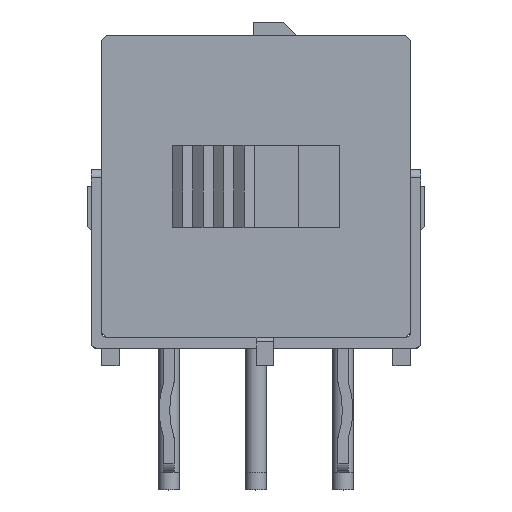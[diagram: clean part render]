
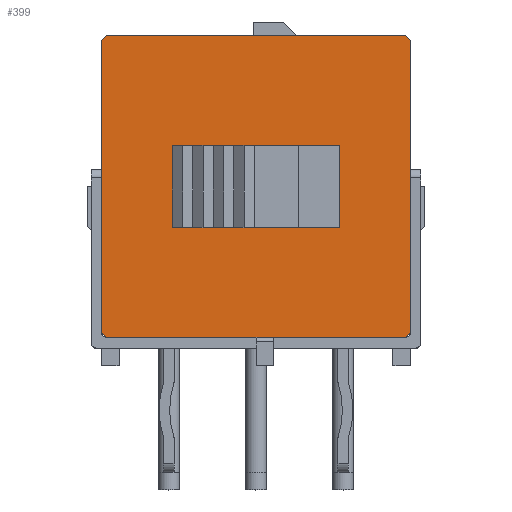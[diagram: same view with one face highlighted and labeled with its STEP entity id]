
A CAD part, top view. The second image highlights one B-rep face of the part: STEP entity #399.
In plain terms, the highlighted planar face has unit normal (0, 0, 1).
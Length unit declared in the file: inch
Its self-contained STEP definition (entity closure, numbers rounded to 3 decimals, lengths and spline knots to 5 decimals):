
#399 = ADVANCED_FACE( '', ( #911, #912 ), #913, .T. );
#911 = FACE_BOUND( '', #1583, .T. );
#912 = FACE_OUTER_BOUND( '', #1584, .T. );
#913 = PLANE( '', #1585 );
#1583 = EDGE_LOOP( '', ( #2411, #2412, #2413, #2414 ) );
#1584 = EDGE_LOOP( '', ( #2415, #2416, #2417, #2418, #2419, #2420, #2421, #2422 ) );
#1585 = AXIS2_PLACEMENT_3D( '', #2423, #2424, #2425 );
#2411 = ORIENTED_EDGE( '', *, *, #4201, .F. );
#2412 = ORIENTED_EDGE( '', *, *, #4202, .F. );
#2413 = ORIENTED_EDGE( '', *, *, #4203, .F. );
#2414 = ORIENTED_EDGE( '', *, *, #4178, .F. );
#2415 = ORIENTED_EDGE( '', *, *, #4204, .T. );
#2416 = ORIENTED_EDGE( '', *, *, #4205, .T. );
#2417 = ORIENTED_EDGE( '', *, *, #4206, .T. );
#2418 = ORIENTED_EDGE( '', *, *, #4207, .T. );
#2419 = ORIENTED_EDGE( '', *, *, #4208, .T. );
#2420 = ORIENTED_EDGE( '', *, *, #4209, .T. );
#2421 = ORIENTED_EDGE( '', *, *, #4210, .T. );
#2422 = ORIENTED_EDGE( '', *, *, #4211, .T. );
#2423 = CARTESIAN_POINT( '', ( 0., 0., 0.1635 ) );
#2424 = DIRECTION( '', ( 0., 0., 1. ) );
#2425 = DIRECTION( '', ( 1., 0., 0. ) );
#4178 = EDGE_CURVE( '', #5032, #5033, #5034, .T. );
#4201 = EDGE_CURVE( '', #5071, #5032, #5072, .T. );
#4202 = EDGE_CURVE( '', #5073, #5071, #5074, .T. );
#4203 = EDGE_CURVE( '', #5033, #5073, #5075, .T. );
#4204 = EDGE_CURVE( '', #5076, #5077, #5078, .T. );
#4205 = EDGE_CURVE( '', #5077, #5079, #5080, .T. );
#4206 = EDGE_CURVE( '', #5079, #5081, #5082, .T. );
#4207 = EDGE_CURVE( '', #5081, #5083, #5084, .T. );
#4208 = EDGE_CURVE( '', #5083, #5085, #5086, .T. );
#4209 = EDGE_CURVE( '', #5085, #5087, #5088, .T. );
#4210 = EDGE_CURVE( '', #5087, #5089, #5090, .T. );
#4211 = EDGE_CURVE( '', #5089, #5076, #5091, .T. );
#5032 = VERTEX_POINT( '', #6228 );
#5033 = VERTEX_POINT( '', #6229 );
#5034 = LINE( '', #6230, #6231 );
#5071 = VERTEX_POINT( '', #6281 );
#5072 = LINE( '', #6282, #6283 );
#5073 = VERTEX_POINT( '', #6284 );
#5074 = LINE( '', #6285, #6286 );
#5075 = LINE( '', #6287, #6288 );
#5076 = VERTEX_POINT( '', #6289 );
#5077 = VERTEX_POINT( '', #6290 );
#5078 = LINE( '', #6291, #6292 );
#5079 = VERTEX_POINT( '', #6293 );
#5080 = LINE( '', #6294, #6295 );
#5081 = VERTEX_POINT( '', #6296 );
#5082 = LINE( '', #6297, #6298 );
#5083 = VERTEX_POINT( '', #6299 );
#5084 = LINE( '', #6300, #6301 );
#5085 = VERTEX_POINT( '', #6302 );
#5086 = LINE( '', #6303, #6304 );
#5087 = VERTEX_POINT( '', #6305 );
#5088 = LINE( '', #6306, #6307 );
#5089 = VERTEX_POINT( '', #6308 );
#5090 = LINE( '', #6309, #6310 );
#5091 = LINE( '', #6311, #6312 );
#6228 = CARTESIAN_POINT( '', ( -0.096, 0.047, 0.1635 ) );
#6229 = CARTESIAN_POINT( '', ( -0.096, -0.047, 0.1635 ) );
#6230 = CARTESIAN_POINT( '', ( -0.096, 0.047, 0.1635 ) );
#6231 = VECTOR( '', #7590, 39.37008 );
#6281 = CARTESIAN_POINT( '', ( 0.096, 0.047, 0.1635 ) );
#6282 = CARTESIAN_POINT( '', ( 0.096, 0.047, 0.1635 ) );
#6283 = VECTOR( '', #7616, 39.37008 );
#6284 = CARTESIAN_POINT( '', ( 0.096, -0.047, 0.1635 ) );
#6285 = CARTESIAN_POINT( '', ( 0.096, -0.047, 0.1635 ) );
#6286 = VECTOR( '', #7617, 39.37008 );
#6287 = CARTESIAN_POINT( '', ( -0.096, -0.047, 0.1635 ) );
#6288 = VECTOR( '', #7618, 39.37008 );
#6289 = CARTESIAN_POINT( '', ( -0.177, 0.167, 0.1635 ) );
#6290 = CARTESIAN_POINT( '', ( -0.177, -0.167, 0.1635 ) );
#6291 = CARTESIAN_POINT( '', ( -0.177, 0.167, 0.1635 ) );
#6292 = VECTOR( '', #7619, 39.37008 );
#6293 = CARTESIAN_POINT( '', ( -0.171, -0.173, 0.1635 ) );
#6294 = CARTESIAN_POINT( '', ( -0.177, -0.167, 0.1635 ) );
#6295 = VECTOR( '', #7620, 39.37008 );
#6296 = CARTESIAN_POINT( '', ( 0.171, -0.173, 0.1635 ) );
#6297 = CARTESIAN_POINT( '', ( -0.171, -0.173, 0.1635 ) );
#6298 = VECTOR( '', #7621, 39.37008 );
#6299 = CARTESIAN_POINT( '', ( 0.177, -0.167, 0.1635 ) );
#6300 = CARTESIAN_POINT( '', ( 0.171, -0.173, 0.1635 ) );
#6301 = VECTOR( '', #7622, 39.37008 );
#6302 = CARTESIAN_POINT( '', ( 0.177, 0.167, 0.1635 ) );
#6303 = CARTESIAN_POINT( '', ( 0.177, -0.167, 0.1635 ) );
#6304 = VECTOR( '', #7623, 39.37008 );
#6305 = CARTESIAN_POINT( '', ( 0.171, 0.173, 0.1635 ) );
#6306 = CARTESIAN_POINT( '', ( 0.177, 0.167, 0.1635 ) );
#6307 = VECTOR( '', #7624, 39.37008 );
#6308 = CARTESIAN_POINT( '', ( -0.171, 0.173, 0.1635 ) );
#6309 = CARTESIAN_POINT( '', ( 0.171, 0.173, 0.1635 ) );
#6310 = VECTOR( '', #7625, 39.37008 );
#6311 = CARTESIAN_POINT( '', ( -0.171, 0.173, 0.1635 ) );
#6312 = VECTOR( '', #7626, 39.37008 );
#7590 = DIRECTION( '', ( 0., -1., 0. ) );
#7616 = DIRECTION( '', ( -1., 0., 0. ) );
#7617 = DIRECTION( '', ( 0., 1., 0. ) );
#7618 = DIRECTION( '', ( 1., 0., 0. ) );
#7619 = DIRECTION( '', ( 0., -1., 0. ) );
#7620 = DIRECTION( '', ( 0.707, -0.707, 0. ) );
#7621 = DIRECTION( '', ( 1., 0., 0. ) );
#7622 = DIRECTION( '', ( 0.707, 0.707, 0. ) );
#7623 = DIRECTION( '', ( 0., 1., 0. ) );
#7624 = DIRECTION( '', ( -0.707, 0.707, 0. ) );
#7625 = DIRECTION( '', ( -1., 0., 0. ) );
#7626 = DIRECTION( '', ( -0.707, -0.707, 0. ) );
